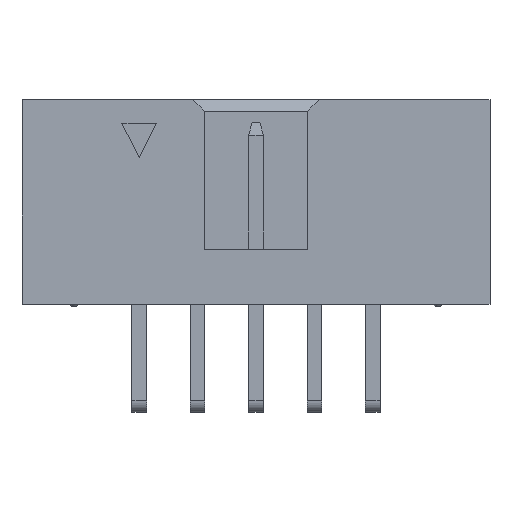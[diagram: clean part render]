
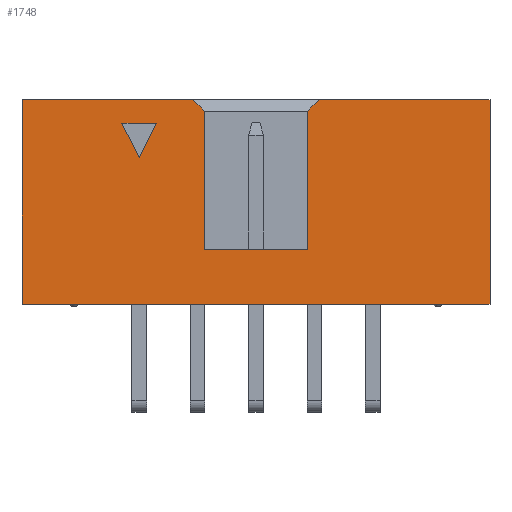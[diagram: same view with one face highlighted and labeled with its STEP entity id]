
A CAD part, front view. The second image highlights one B-rep face of the part: STEP entity #1748.
In plain terms, the highlighted planar face has unit normal (0, -1, 0).
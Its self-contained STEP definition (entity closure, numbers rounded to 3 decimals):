
#94 = CARTESIAN_POINT ( 'NONE',  ( 24.115, -4.4, 0. ) ) ;
#119 = ORIENTED_EDGE ( 'NONE', *, *, #949, .F. ) ;
#252 = CARTESIAN_POINT ( 'NONE',  ( 32.04, -4.4, 2.4 ) ) ;
#368 = EDGE_CURVE ( 'NONE', #4327, #7389, #1822, .T. ) ;
#386 = PLANE ( 'NONE',  #2718 ) ;
#454 = CARTESIAN_POINT ( 'NONE',  ( 36.54, -4.4, 2.4 ) ) ;
#579 = EDGE_CURVE ( 'NONE', #6171, #1610, #6813, .T. ) ;
#582 = VECTOR ( 'NONE', #5617, 1000. ) ;
#659 = DIRECTION ( 'NONE',  ( 1., 0., 0. ) ) ;
#706 = EDGE_CURVE ( 'NONE', #1810, #2547, #4157, .T. ) ;
#775 = VECTOR ( 'NONE', #4394, 1000. ) ;
#819 = EDGE_CURVE ( 'NONE', #1812, #1810, #6598, .T. ) ;
#935 = CARTESIAN_POINT ( 'NONE',  ( 32.04, -4.4, 8.4 ) ) ;
#949 = EDGE_CURVE ( 'NONE', #4857, #7215, #6253, .T. ) ;
#1197 = DIRECTION ( 'NONE',  ( 1., 0., 0. ) ) ;
#1378 = CARTESIAN_POINT ( 'NONE',  ( 32.04, -4.4, 2.4 ) ) ;
#1442 = ORIENTED_EDGE ( 'NONE', *, *, #7467, .F. ) ;
#1452 = DIRECTION ( 'NONE',  ( 0.447, 0., 0.894 ) ) ;
#1610 = VERTEX_POINT ( 'NONE', #7116 ) ;
#1656 = CARTESIAN_POINT ( 'NONE',  ( 29.21, -4.4, 6.374 ) ) ;
#1702 = CARTESIAN_POINT ( 'NONE',  ( 37.04, -4.4, 8.9 ) ) ;
#1748 = ADVANCED_FACE ( 'NONE', ( #5104, #5686 ), #386, .F. ) ;
#1810 = VERTEX_POINT ( 'NONE', #6462 ) ;
#1812 = VERTEX_POINT ( 'NONE', #5138 ) ;
#1822 = LINE ( 'NONE', #6544, #2717 ) ;
#1844 = CARTESIAN_POINT ( 'NONE',  ( 29.21, -4.4, 6.374 ) ) ;
#1994 = CARTESIAN_POINT ( 'NONE',  ( 24.115, -4.4, 8.9 ) ) ;
#2025 = CARTESIAN_POINT ( 'NONE',  ( 29.96, -4.4, 7.874 ) ) ;
#2085 = EDGE_CURVE ( 'NONE', #4327, #3196, #4896, .T. ) ;
#2245 = DIRECTION ( 'NONE',  ( 0., 0., 1. ) ) ;
#2312 = LINE ( 'NONE', #1656, #4208 ) ;
#2422 = ORIENTED_EDGE ( 'NONE', *, *, #5870, .F. ) ;
#2461 = ORIENTED_EDGE ( 'NONE', *, *, #6704, .T. ) ;
#2504 = ORIENTED_EDGE ( 'NONE', *, *, #2615, .F. ) ;
#2547 = VERTEX_POINT ( 'NONE', #6474 ) ;
#2581 = CARTESIAN_POINT ( 'NONE',  ( 36.54, -4.4, 8.4 ) ) ;
#2615 = EDGE_CURVE ( 'NONE', #7389, #2547, #3559, .T. ) ;
#2623 = CARTESIAN_POINT ( 'NONE',  ( 36.54, -4.4, 8.4 ) ) ;
#2717 = VECTOR ( 'NONE', #659, 1000. ) ;
#2718 = AXIS2_PLACEMENT_3D ( 'NONE', #7475, #7548, #2245 ) ;
#2835 = ORIENTED_EDGE ( 'NONE', *, *, #4147, .F. ) ;
#2850 = VECTOR ( 'NONE', #4721, 1000. ) ;
#2918 = EDGE_LOOP ( 'NONE', ( #3858, #6099, #2835, #2461, #5363, #4254, #6796, #6851, #5172, #2504 ) ) ;
#2944 = LINE ( 'NONE', #5996, #2850 ) ;
#2955 = EDGE_CURVE ( 'NONE', #1812, #1610, #7001, .T. ) ;
#3196 = VERTEX_POINT ( 'NONE', #2581 ) ;
#3293 = CARTESIAN_POINT ( 'NONE',  ( 36.54, -4.4, -2.423 ) ) ;
#3450 = CARTESIAN_POINT ( 'NONE',  ( 44.465, -4.4, 8.9 ) ) ;
#3559 = LINE ( 'NONE', #5921, #4500 ) ;
#3607 = DIRECTION ( 'NONE',  ( 1., 0., 0. ) ) ;
#3858 = ORIENTED_EDGE ( 'NONE', *, *, #368, .F. ) ;
#3871 = DIRECTION ( 'NONE',  ( -0.707, 0., 0.707 ) ) ;
#4021 = CARTESIAN_POINT ( 'NONE',  ( 32.04, -4.4, 8.4 ) ) ;
#4147 = EDGE_CURVE ( 'NONE', #5862, #3196, #7436, .T. ) ;
#4157 = LINE ( 'NONE', #94, #6318 ) ;
#4208 = VECTOR ( 'NONE', #6954, 1000. ) ;
#4254 = ORIENTED_EDGE ( 'NONE', *, *, #579, .T. ) ;
#4327 = VERTEX_POINT ( 'NONE', #1702 ) ;
#4394 = DIRECTION ( 'NONE',  ( 0., 0., -1. ) ) ;
#4500 = VECTOR ( 'NONE', #4909, 1000. ) ;
#4509 = CARTESIAN_POINT ( 'NONE',  ( 29.96, -4.4, 7.874 ) ) ;
#4693 = VECTOR ( 'NONE', #7195, 1000. ) ;
#4721 = DIRECTION ( 'NONE',  ( -1., 0., 0. ) ) ;
#4811 = DIRECTION ( 'NONE',  ( -1., 0., 0. ) ) ;
#4837 = CARTESIAN_POINT ( 'NONE',  ( 32.04, -4.4, -2.423 ) ) ;
#4857 = VERTEX_POINT ( 'NONE', #1844 ) ;
#4896 = LINE ( 'NONE', #2623, #6515 ) ;
#4909 = DIRECTION ( 'NONE',  ( 0., 0., -1. ) ) ;
#4975 = VERTEX_POINT ( 'NONE', #252 ) ;
#5104 = FACE_BOUND ( 'NONE', #6702, .T. ) ;
#5138 = CARTESIAN_POINT ( 'NONE',  ( 24.115, -4.4, 8.9 ) ) ;
#5172 = ORIENTED_EDGE ( 'NONE', *, *, #706, .T. ) ;
#5363 = ORIENTED_EDGE ( 'NONE', *, *, #7522, .T. ) ;
#5456 = VECTOR ( 'NONE', #1452, 1000. ) ;
#5580 = VECTOR ( 'NONE', #4811, 1000. ) ;
#5617 = DIRECTION ( 'NONE',  ( 0., 0., 1. ) ) ;
#5686 = FACE_OUTER_BOUND ( 'NONE', #2918, .T. ) ;
#5862 = VERTEX_POINT ( 'NONE', #454 ) ;
#5870 = EDGE_CURVE ( 'NONE', #6995, #4857, #2312, .T. ) ;
#5921 = CARTESIAN_POINT ( 'NONE',  ( 44.465, -4.4, 8.9 ) ) ;
#5977 = LINE ( 'NONE', #1378, #5580 ) ;
#5996 = CARTESIAN_POINT ( 'NONE',  ( 28.46, -4.4, 7.874 ) ) ;
#6099 = ORIENTED_EDGE ( 'NONE', *, *, #2085, .T. ) ;
#6111 = VECTOR ( 'NONE', #1197, 1000. ) ;
#6171 = VERTEX_POINT ( 'NONE', #4021 ) ;
#6253 = LINE ( 'NONE', #4509, #5456 ) ;
#6263 = DIRECTION ( 'NONE',  ( -0.707, 0., -0.707 ) ) ;
#6318 = VECTOR ( 'NONE', #3607, 1000. ) ;
#6444 = CARTESIAN_POINT ( 'NONE',  ( 28.46, -4.4, 7.874 ) ) ;
#6462 = CARTESIAN_POINT ( 'NONE',  ( 24.115, -4.4, 0. ) ) ;
#6474 = CARTESIAN_POINT ( 'NONE',  ( 44.465, -4.4, 0. ) ) ;
#6515 = VECTOR ( 'NONE', #6263, 1000. ) ;
#6544 = CARTESIAN_POINT ( 'NONE',  ( 24.115, -4.4, 8.9 ) ) ;
#6598 = LINE ( 'NONE', #1994, #775 ) ;
#6702 = EDGE_LOOP ( 'NONE', ( #119, #2422, #1442 ) ) ;
#6704 = EDGE_CURVE ( 'NONE', #5862, #4975, #5977, .T. ) ;
#6767 = LINE ( 'NONE', #4837, #4693 ) ;
#6796 = ORIENTED_EDGE ( 'NONE', *, *, #2955, .F. ) ;
#6813 = LINE ( 'NONE', #935, #7049 ) ;
#6851 = ORIENTED_EDGE ( 'NONE', *, *, #819, .T. ) ;
#6954 = DIRECTION ( 'NONE',  ( 0.447, 0., -0.894 ) ) ;
#6995 = VERTEX_POINT ( 'NONE', #6444 ) ;
#7001 = LINE ( 'NONE', #7550, #6111 ) ;
#7049 = VECTOR ( 'NONE', #3871, 1000. ) ;
#7116 = CARTESIAN_POINT ( 'NONE',  ( 31.54, -4.4, 8.9 ) ) ;
#7195 = DIRECTION ( 'NONE',  ( 0., 0., 1. ) ) ;
#7215 = VERTEX_POINT ( 'NONE', #2025 ) ;
#7389 = VERTEX_POINT ( 'NONE', #3450 ) ;
#7436 = LINE ( 'NONE', #3293, #582 ) ;
#7467 = EDGE_CURVE ( 'NONE', #7215, #6995, #2944, .T. ) ;
#7475 = CARTESIAN_POINT ( 'NONE',  ( 24.115, -4.4, 8.9 ) ) ;
#7522 = EDGE_CURVE ( 'NONE', #4975, #6171, #6767, .T. ) ;
#7548 = DIRECTION ( 'NONE',  ( 0., 1., 0. ) ) ;
#7550 = CARTESIAN_POINT ( 'NONE',  ( 24.115, -4.4, 8.9 ) ) ;
